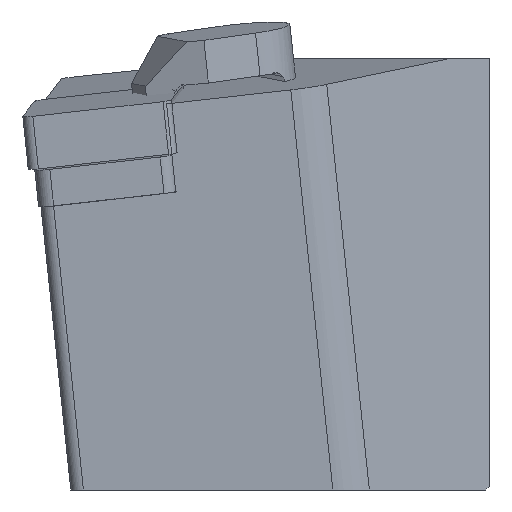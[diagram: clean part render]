
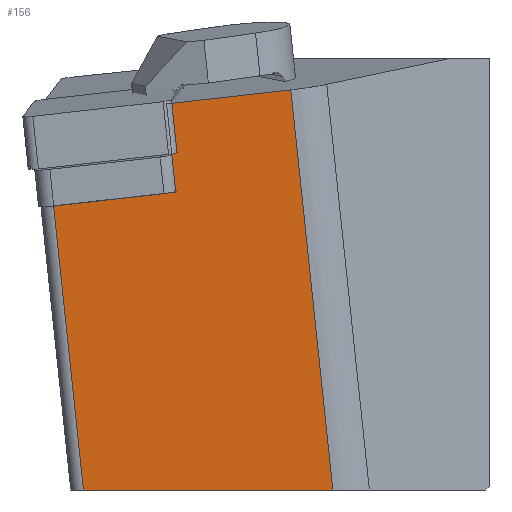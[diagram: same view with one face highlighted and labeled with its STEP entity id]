
A CAD part, left-side view. The second image highlights one B-rep face of the part: STEP entity #156.
In plain terms, the highlighted planar face has unit normal (-0.992, -0.087, -0.096).
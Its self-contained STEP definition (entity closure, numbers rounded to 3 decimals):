
#156=ADVANCED_FACE('',(#280),#227,.F.);
#227=PLANE('',#1421);
#280=FACE_OUTER_BOUND('',#353,.T.);
#353=EDGE_LOOP('',(#751,#752,#753,#754,#755,#756,#757));
#417=LINE('',#1875,#560);
#424=LINE('',#1893,#567);
#451=LINE('',#1959,#594);
#452=LINE('',#1961,#595);
#453=LINE('',#1962,#596);
#454=LINE('',#1964,#597);
#455=LINE('',#1965,#598);
#560=VECTOR('',#1516,1.);
#567=VECTOR('',#1529,1.);
#594=VECTOR('',#1578,1.);
#595=VECTOR('',#1581,1.);
#596=VECTOR('',#1582,1.);
#597=VECTOR('',#1583,1.);
#598=VECTOR('',#1584,1.);
#751=ORIENTED_EDGE('',*,*,#1190,.F.);
#752=ORIENTED_EDGE('',*,*,#1232,.F.);
#753=ORIENTED_EDGE('',*,*,#1231,.T.);
#754=ORIENTED_EDGE('',*,*,#1233,.F.);
#755=ORIENTED_EDGE('',*,*,#1234,.T.);
#756=ORIENTED_EDGE('',*,*,#1198,.F.);
#757=ORIENTED_EDGE('',*,*,#1235,.T.);
#1073=VERTEX_POINT('',#1873);
#1075=VERTEX_POINT('',#1876);
#1082=VERTEX_POINT('',#1892);
#1083=VERTEX_POINT('',#1894);
#1108=VERTEX_POINT('',#1954);
#1110=VERTEX_POINT('',#1958);
#1111=VERTEX_POINT('',#1963);
#1190=EDGE_CURVE('',#1073,#1075,#417,.T.);
#1198=EDGE_CURVE('',#1082,#1083,#424,.T.);
#1231=EDGE_CURVE('',#1108,#1110,#451,.T.);
#1232=EDGE_CURVE('',#1108,#1073,#452,.T.);
#1233=EDGE_CURVE('',#1111,#1110,#453,.T.);
#1234=EDGE_CURVE('',#1111,#1083,#454,.T.);
#1235=EDGE_CURVE('',#1082,#1075,#455,.T.);
#1421=AXIS2_PLACEMENT_3D('',#1966,#1585,#1586);
#1516=DIRECTION('',(0.076,-0.991,0.112));
#1529=DIRECTION('',(0.076,-0.991,0.112));
#1578=DIRECTION('',(0.105,-0.104,-0.989));
#1581=DIRECTION('',(0.076,-0.991,0.112));
#1582=DIRECTION('',(-0.087,0.996,0.));
#1583=DIRECTION('',(-0.105,0.104,0.989));
#1584=DIRECTION('',(0.105,-0.104,-0.989));
#1585=DIRECTION('',(0.992,0.087,0.096));
#1586=DIRECTION('',(0.096,0.,-0.995));
#1873=CARTESIAN_POINT('',(2.328,27.251,-6.491));
#1875=CARTESIAN_POINT('',(1.554,37.366,-7.636));
#1876=CARTESIAN_POINT('',(2.357,26.876,-6.449));
#1892=CARTESIAN_POINT('',(1.559,27.67,1.108));
#1893=CARTESIAN_POINT('',(0.755,38.16,-0.079));
#1894=CARTESIAN_POINT('',(2.374,17.02,2.314));
#1954=CARTESIAN_POINT('',(1.554,37.366,-7.636));
#1958=CARTESIAN_POINT('',(4.129,34.805,-32.));
#1959=CARTESIAN_POINT('',(4.905,34.033,-39.346));
#1961=CARTESIAN_POINT('',(1.554,37.366,-7.636));
#1962=CARTESIAN_POINT('',(4.202,33.971,-32.));
#1963=CARTESIAN_POINT('',(6.001,13.413,-32.));
#1964=CARTESIAN_POINT('',(6.524,12.893,-36.953));
#1965=CARTESIAN_POINT('',(1.312,27.916,3.442));
#1966=CARTESIAN_POINT('',(4.905,34.033,-39.346));
